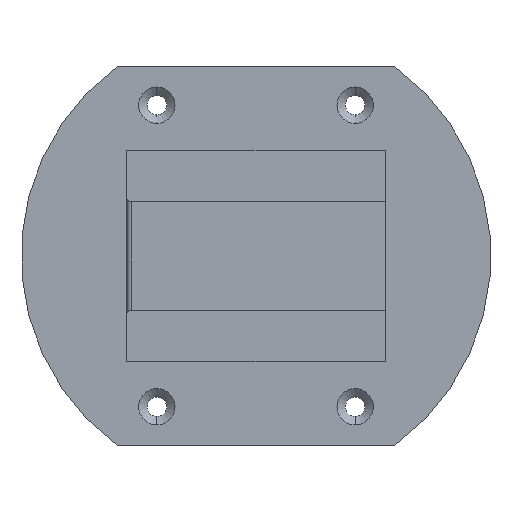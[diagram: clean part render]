
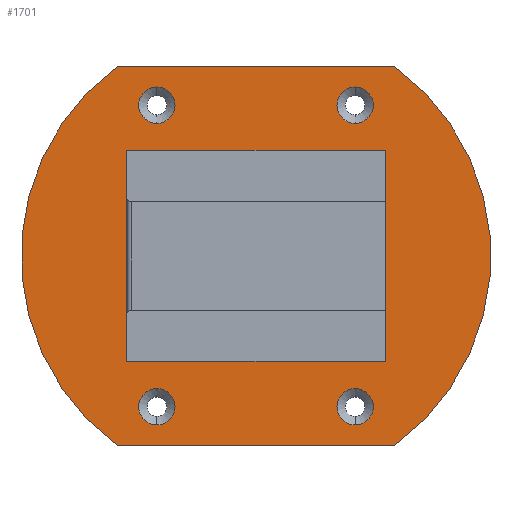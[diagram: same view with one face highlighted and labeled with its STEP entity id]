
A CAD part, top view. The second image highlights one B-rep face of the part: STEP entity #1701.
In plain terms, the highlighted face is planar.
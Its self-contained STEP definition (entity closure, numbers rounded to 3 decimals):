
#43 = CIRCLE ( 'NONE', #1069, 4.216 ) ;
#63 = ORIENTED_EDGE ( 'NONE', *, *, #978, .F. ) ;
#68 = CARTESIAN_POINT ( 'NONE',  ( 0., 0., -44. ) ) ;
#71 = CARTESIAN_POINT ( 'NONE',  ( 23., 0., -35. ) ) ;
#77 = CIRCLE ( 'NONE', #2229, 4.216 ) ;
#88 = EDGE_LOOP ( 'NONE', ( #1836, #187 ) ) ;
#97 = EDGE_CURVE ( 'NONE', #2251, #1374, #656, .T. ) ;
#104 = VERTEX_POINT ( 'NONE', #2404 ) ;
#121 = DIRECTION ( 'NONE',  ( 0., 0., 1. ) ) ;
#133 = AXIS2_PLACEMENT_3D ( 'NONE', #1819, #676, #1991 ) ;
#143 = CIRCLE ( 'NONE', #1528, 4.216 ) ;
#171 = VERTEX_POINT ( 'NONE', #287 ) ;
#187 = ORIENTED_EDGE ( 'NONE', *, *, #97, .F. ) ;
#250 = ORIENTED_EDGE ( 'NONE', *, *, #1501, .T. ) ;
#263 = DIRECTION ( 'NONE',  ( -1., 0., 0. ) ) ;
#272 = DIRECTION ( 'NONE',  ( 0., 0., -1. ) ) ;
#287 = CARTESIAN_POINT ( 'NONE',  ( 32.16, 0., 44. ) ) ;
#346 = CARTESIAN_POINT ( 'NONE',  ( -23., 0., 35. ) ) ;
#352 = CIRCLE ( 'NONE', #1306, 4.216 ) ;
#371 = ORIENTED_EDGE ( 'NONE', *, *, #589, .F. ) ;
#380 = FACE_OUTER_BOUND ( 'NONE', #660, .T. ) ;
#391 = CARTESIAN_POINT ( 'NONE',  ( -23., 0., 39.216 ) ) ;
#443 = FACE_BOUND ( 'NONE', #655, .T. ) ;
#452 = EDGE_CURVE ( 'NONE', #1374, #2251, #2384, .T. ) ;
#460 = CARTESIAN_POINT ( 'NONE',  ( 0., 0., 44. ) ) ;
#491 = CARTESIAN_POINT ( 'NONE',  ( -23., 0., -35. ) ) ;
#492 = DIRECTION ( 'NONE',  ( 0., -1., 0. ) ) ;
#496 = VERTEX_POINT ( 'NONE', #1999 ) ;
#509 = CARTESIAN_POINT ( 'NONE',  ( 0., 0., 0. ) ) ;
#535 = CARTESIAN_POINT ( 'NONE',  ( 23., 0., 30.784 ) ) ;
#554 = DIRECTION ( 'NONE',  ( 0., 0., -1. ) ) ;
#589 = EDGE_CURVE ( 'NONE', #1052, #1849, #352, .T. ) ;
#641 = CIRCLE ( 'NONE', #2138, 4.216 ) ;
#654 = CARTESIAN_POINT ( 'NONE',  ( -32.16, 0., -44. ) ) ;
#655 = EDGE_LOOP ( 'NONE', ( #371, #1045 ) ) ;
#656 = CIRCLE ( 'NONE', #2148, 4.216 ) ;
#660 = EDGE_LOOP ( 'NONE', ( #1699, #250, #1595, #1598 ) ) ;
#676 = DIRECTION ( 'NONE',  ( 0., -1., 0. ) ) ;
#686 = DIRECTION ( 'NONE',  ( 0., 0., -1. ) ) ;
#773 = VERTEX_POINT ( 'NONE', #1167 ) ;
#806 = CARTESIAN_POINT ( 'NONE',  ( 0., 0., 0. ) ) ;
#807 = CIRCLE ( 'NONE', #1980, 54.5 ) ;
#878 = ORIENTED_EDGE ( 'NONE', *, *, #2374, .F. ) ;
#897 = FACE_BOUND ( 'NONE', #2156, .T. ) ;
#907 = EDGE_CURVE ( 'NONE', #1896, #773, #143, .T. ) ;
#908 = CARTESIAN_POINT ( 'NONE',  ( 23., 0., -35. ) ) ;
#957 = DIRECTION ( 'NONE',  ( 0., -1., 0. ) ) ;
#971 = LINE ( 'NONE', #460, #1908 ) ;
#978 = EDGE_CURVE ( 'NONE', #992, #1975, #77, .T. ) ;
#992 = VERTEX_POINT ( 'NONE', #2078 ) ;
#1006 = DIRECTION ( 'NONE',  ( 0., 0., 1. ) ) ;
#1026 = FACE_BOUND ( 'NONE', #88, .T. ) ;
#1045 = ORIENTED_EDGE ( 'NONE', *, *, #1243, .F. ) ;
#1052 = VERTEX_POINT ( 'NONE', #2458 ) ;
#1069 = AXIS2_PLACEMENT_3D ( 'NONE', #491, #1828, #686 ) ;
#1084 = AXIS2_PLACEMENT_3D ( 'NONE', #806, #2109, #1006 ) ;
#1089 = VECTOR ( 'NONE', #2157, 1000. ) ;
#1115 = DIRECTION ( 'NONE',  ( 0., 0., -1. ) ) ;
#1137 = CARTESIAN_POINT ( 'NONE',  ( 23., 0., 35. ) ) ;
#1167 = CARTESIAN_POINT ( 'NONE',  ( -23., 0., 30.784 ) ) ;
#1171 = CARTESIAN_POINT ( 'NONE',  ( -23., 0., -35. ) ) ;
#1194 = VERTEX_POINT ( 'NONE', #654 ) ;
#1204 = CIRCLE ( 'NONE', #1084, 54.5 ) ;
#1230 = EDGE_CURVE ( 'NONE', #171, #104, #971, .T. ) ;
#1243 = EDGE_CURVE ( 'NONE', #1849, #1052, #2373, .T. ) ;
#1288 = DIRECTION ( 'NONE',  ( 0., 1., 0. ) ) ;
#1306 = AXIS2_PLACEMENT_3D ( 'NONE', #908, #2198, #1115 ) ;
#1360 = DIRECTION ( 'NONE',  ( 0., 0., -1. ) ) ;
#1374 = VERTEX_POINT ( 'NONE', #535 ) ;
#1423 = AXIS2_PLACEMENT_3D ( 'NONE', #71, #1439, #272 ) ;
#1439 = DIRECTION ( 'NONE',  ( 0., -1., 0. ) ) ;
#1501 = EDGE_CURVE ( 'NONE', #104, #1194, #807, .T. ) ;
#1524 = DIRECTION ( 'NONE',  ( 0., -1., 0. ) ) ;
#1528 = AXIS2_PLACEMENT_3D ( 'NONE', #346, #1711, #554 ) ;
#1595 = ORIENTED_EDGE ( 'NONE', *, *, #1626, .T. ) ;
#1598 = ORIENTED_EDGE ( 'NONE', *, *, #1976, .T. ) ;
#1626 = EDGE_CURVE ( 'NONE', #1194, #496, #2066, .T. ) ;
#1655 = CARTESIAN_POINT ( 'NONE',  ( -23., 0., 35. ) ) ;
#1668 = EDGE_CURVE ( 'NONE', #1975, #992, #43, .T. ) ;
#1673 = ORIENTED_EDGE ( 'NONE', *, *, #1668, .F. ) ;
#1699 = ORIENTED_EDGE ( 'NONE', *, *, #1230, .T. ) ;
#1701 = ADVANCED_FACE ( 'NONE', ( #2371, #1026, #443, #897, #380 ), #2016, .F. ) ;
#1711 = DIRECTION ( 'NONE',  ( 0., -1., 0. ) ) ;
#1757 = CARTESIAN_POINT ( 'NONE',  ( -23., 0., -30.784 ) ) ;
#1819 = CARTESIAN_POINT ( 'NONE',  ( 23., 0., 35. ) ) ;
#1828 = DIRECTION ( 'NONE',  ( 0., -1., 0. ) ) ;
#1830 = DIRECTION ( 'NONE',  ( 0., 0., -1. ) ) ;
#1836 = ORIENTED_EDGE ( 'NONE', *, *, #452, .F. ) ;
#1838 = EDGE_LOOP ( 'NONE', ( #878, #2382 ) ) ;
#1849 = VERTEX_POINT ( 'NONE', #2048 ) ;
#1896 = VERTEX_POINT ( 'NONE', #391 ) ;
#1908 = VECTOR ( 'NONE', #263, 1000. ) ;
#1975 = VERTEX_POINT ( 'NONE', #1757 ) ;
#1976 = EDGE_CURVE ( 'NONE', #496, #171, #1204, .T. ) ;
#1980 = AXIS2_PLACEMENT_3D ( 'NONE', #2065, #957, #2242 ) ;
#1991 = DIRECTION ( 'NONE',  ( 0., 0., -1. ) ) ;
#1999 = CARTESIAN_POINT ( 'NONE',  ( 32.16, 0., -44. ) ) ;
#2016 = PLANE ( 'NONE',  #2415 ) ;
#2048 = CARTESIAN_POINT ( 'NONE',  ( 23., 0., -30.784 ) ) ;
#2065 = CARTESIAN_POINT ( 'NONE',  ( 0., 0., 0. ) ) ;
#2066 = LINE ( 'NONE', #68, #1089 ) ;
#2078 = CARTESIAN_POINT ( 'NONE',  ( -23., 0., -39.216 ) ) ;
#2109 = DIRECTION ( 'NONE',  ( 0., -1., 0. ) ) ;
#2126 = CARTESIAN_POINT ( 'NONE',  ( 23., 0., 39.216 ) ) ;
#2138 = AXIS2_PLACEMENT_3D ( 'NONE', #1655, #492, #1830 ) ;
#2148 = AXIS2_PLACEMENT_3D ( 'NONE', #1137, #1524, #2218 ) ;
#2156 = EDGE_LOOP ( 'NONE', ( #63, #1673 ) ) ;
#2157 = DIRECTION ( 'NONE',  ( 1., 0., 0. ) ) ;
#2198 = DIRECTION ( 'NONE',  ( 0., -1., 0. ) ) ;
#2218 = DIRECTION ( 'NONE',  ( 0., 0., -1. ) ) ;
#2229 = AXIS2_PLACEMENT_3D ( 'NONE', #1171, #2442, #1360 ) ;
#2242 = DIRECTION ( 'NONE',  ( 0., 0., 1. ) ) ;
#2251 = VERTEX_POINT ( 'NONE', #2126 ) ;
#2371 = FACE_BOUND ( 'NONE', #1838, .T. ) ;
#2373 = CIRCLE ( 'NONE', #1423, 4.216 ) ;
#2374 = EDGE_CURVE ( 'NONE', #773, #1896, #641, .T. ) ;
#2382 = ORIENTED_EDGE ( 'NONE', *, *, #907, .F. ) ;
#2384 = CIRCLE ( 'NONE', #133, 4.216 ) ;
#2404 = CARTESIAN_POINT ( 'NONE',  ( -32.16, 0., 44. ) ) ;
#2415 = AXIS2_PLACEMENT_3D ( 'NONE', #509, #1288, #121 ) ;
#2442 = DIRECTION ( 'NONE',  ( 0., -1., 0. ) ) ;
#2458 = CARTESIAN_POINT ( 'NONE',  ( 23., 0., -39.216 ) ) ;
